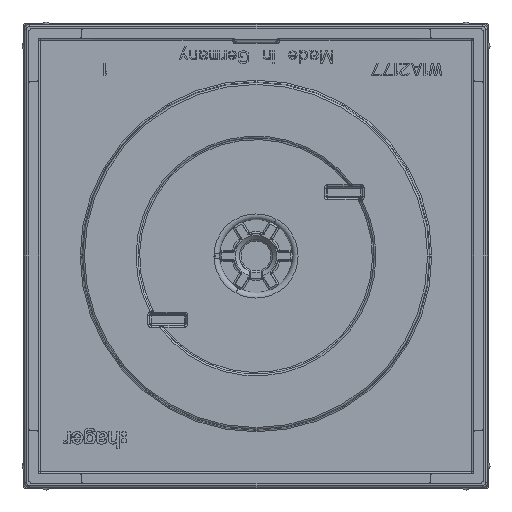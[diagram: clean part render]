
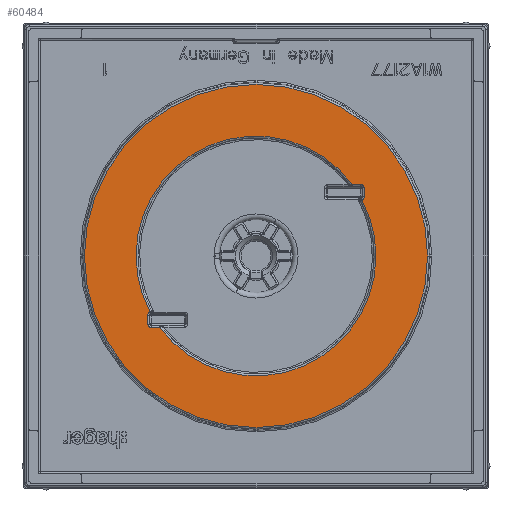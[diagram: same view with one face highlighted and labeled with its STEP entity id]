
A CAD part, front view. The second image highlights one B-rep face of the part: STEP entity #60484.
In plain terms, the highlighted planar face has unit normal (0, -1, 0).
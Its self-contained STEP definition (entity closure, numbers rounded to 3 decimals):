
#41457=CARTESIAN_POINT('',(0.,-2.3,0.));
#41458=DIRECTION('',(0.,-1.,0.));
#41459=DIRECTION('',(1.,0.,0.));
#41460=AXIS2_PLACEMENT_3D('',#41457,#41458,#41459);
#41465=CARTESIAN_POINT('',(0.,-2.3,0.));
#41466=DIRECTION('',(0.,-1.,0.));
#41467=DIRECTION('',(-1.,0.,0.));
#41468=AXIS2_PLACEMENT_3D('',#41465,#41466,#41467);
#41473=DIRECTION('',(1.,0.,0.));
#41474=VECTOR('',#41473,1.031);
#41475=CARTESIAN_POINT('',(11.494,-2.3,8.546));
#41476=LINE('9575',#41475,#41474);
#41480=CARTESIAN_POINT('',(0.,-2.3,0.));
#41481=DIRECTION('',(0.,-1.,0.));
#41482=DIRECTION('',(0.803,0.,0.597));
#41483=AXIS2_PLACEMENT_3D('',#41480,#41481,#41482);
#41488=CARTESIAN_POINT('',(-12.925,-2.3,-7.055));
#41489=CARTESIAN_POINT('',(-12.925,-2.3,
-7.038));
#41490=CARTESIAN_POINT('',(-12.923,-2.3,
-7.006));
#41491=CARTESIAN_POINT('',(-12.914,-2.3,
-6.959));
#41492=CARTESIAN_POINT('',(-12.9,-2.3,
-6.913));
#41493=CARTESIAN_POINT('',(-12.88,-2.3,
-6.869));
#41494=CARTESIAN_POINT('',(-12.855,-2.3,
-6.827));
#41495=CARTESIAN_POINT('',(-12.826,-2.3,
-6.79));
#41496=CARTESIAN_POINT('',(-12.792,-2.3,
-6.755));
#41497=CARTESIAN_POINT('',(-12.754,-2.3,
-6.726));
#41498=CARTESIAN_POINT('',(-12.713,-2.3,
-6.7));
#41499=CARTESIAN_POINT('',(-12.684,-2.3,
-6.687));
#41500=CARTESIAN_POINT('',(-12.669,-2.3,
-6.681));
#41505=DIRECTION('',(0.,0.,1.));
#41506=VECTOR('',#41505,1.091);
#41507=CARTESIAN_POINT('',(-12.925,-2.3,-8.145));
#41508=LINE('9584',#41507,#41506);
#41512=CARTESIAN_POINT('',(-12.525,-2.3,-8.546));
#41513=CARTESIAN_POINT('',(-12.543,-2.3,
-8.546));
#41514=CARTESIAN_POINT('',(-12.577,-2.3,
-8.543));
#41515=CARTESIAN_POINT('',(-12.628,-2.3,
-8.533));
#41516=CARTESIAN_POINT('',(-12.678,-2.3,
-8.516));
#41517=CARTESIAN_POINT('',(-12.725,-2.3,
-8.493));
#41518=CARTESIAN_POINT('',(-12.768,-2.3,
-8.465));
#41519=CARTESIAN_POINT('',(-12.807,-2.3,
-8.43));
#41520=CARTESIAN_POINT('',(-12.842,-2.3,
-8.392));
#41521=CARTESIAN_POINT('',(-12.871,-2.3,
-8.348));
#41522=CARTESIAN_POINT('',(-12.895,-2.3,
-8.301));
#41523=CARTESIAN_POINT('',(-12.912,-2.3,
-8.252));
#41524=CARTESIAN_POINT('',(-12.923,-2.3,
-8.199));
#41525=CARTESIAN_POINT('',(-12.925,-2.3,
-8.164));
#41526=CARTESIAN_POINT('',(-12.925,-2.3,-8.145));
#41531=DIRECTION('',(-1.,0.,0.));
#41532=VECTOR('',#41531,1.031);
#41533=CARTESIAN_POINT('',(-11.494,-2.3,-8.546));
#41534=LINE('9587',#41533,#41532);
#41538=CARTESIAN_POINT('',(0.,-2.3,0.));
#41539=DIRECTION('',(0.,-1.,0.));
#41540=DIRECTION('',(-0.803,0.,-0.597));
#41541=AXIS2_PLACEMENT_3D('',#41538,#41539,#41540);
#41546=CARTESIAN_POINT('',(12.925,-2.3,7.055));
#41547=CARTESIAN_POINT('',(12.925,-2.3,
7.038));
#41548=CARTESIAN_POINT('',(12.923,-2.3,
7.006));
#41549=CARTESIAN_POINT('',(12.914,-2.3,
6.959));
#41550=CARTESIAN_POINT('',(12.9,-2.3,
6.913));
#41551=CARTESIAN_POINT('',(12.88,-2.3,
6.869));
#41552=CARTESIAN_POINT('',(12.855,-2.3,
6.827));
#41553=CARTESIAN_POINT('',(12.826,-2.3,
6.79));
#41554=CARTESIAN_POINT('',(12.792,-2.3,
6.755));
#41555=CARTESIAN_POINT('',(12.754,-2.3,
6.726));
#41556=CARTESIAN_POINT('',(12.713,-2.3,
6.7));
#41557=CARTESIAN_POINT('',(12.684,-2.3,
6.687));
#41558=CARTESIAN_POINT('',(12.669,-2.3,
6.681));
#41563=DIRECTION('',(0.,0.,-1.));
#41564=VECTOR('',#41563,1.091);
#41565=CARTESIAN_POINT('',(12.925,-2.3,8.145));
#41566=LINE('9580',#41565,#41564);
#41570=CARTESIAN_POINT('',(12.525,-2.3,8.546));
#41571=CARTESIAN_POINT('',(12.543,-2.3,
8.546));
#41572=CARTESIAN_POINT('',(12.577,-2.3,
8.543));
#41573=CARTESIAN_POINT('',(12.628,-2.3,
8.533));
#41574=CARTESIAN_POINT('',(12.678,-2.3,
8.516));
#41575=CARTESIAN_POINT('',(12.725,-2.3,
8.493));
#41576=CARTESIAN_POINT('',(12.768,-2.3,
8.465));
#41577=CARTESIAN_POINT('',(12.807,-2.3,
8.43));
#41578=CARTESIAN_POINT('',(12.842,-2.3,
8.392));
#41579=CARTESIAN_POINT('',(12.871,-2.3,
8.348));
#41580=CARTESIAN_POINT('',(12.895,-2.3,
8.301));
#41581=CARTESIAN_POINT('',(12.912,-2.3,
8.252));
#41582=CARTESIAN_POINT('',(12.923,-2.3,
8.199));
#41583=CARTESIAN_POINT('',(12.925,-2.3,
8.164));
#41584=CARTESIAN_POINT('',(12.925,-2.3,8.145));
#54996=CARTESIAN_POINT('',(20.49,-2.3,0.));
#54997=CARTESIAN_POINT('',(-20.49,-2.3,0.));
#54998=VERTEX_POINT('',#54996);
#54999=VERTEX_POINT('',#54997);
#55554=CARTESIAN_POINT('',(11.494,-2.3,8.546));
#55555=CARTESIAN_POINT('',(12.525,-2.3,8.546));
#55556=VERTEX_POINT('',#55554);
#55557=VERTEX_POINT('',#55555);
#55562=VERTEX_POINT('',#41584);
#55566=CARTESIAN_POINT('',(12.925,-2.3,7.055));
#55567=VERTEX_POINT('',#55566);
#55568=CARTESIAN_POINT('',(-12.669,-2.3,-6.681));
#55569=VERTEX_POINT('',#55568);
#55578=CARTESIAN_POINT('',(-12.925,-2.3,-8.145));
#55579=CARTESIAN_POINT('',(-12.925,-2.3,-7.055));
#55580=VERTEX_POINT('',#55578);
#55581=VERTEX_POINT('',#55579);
#55582=VERTEX_POINT('',#41512);
#55584=CARTESIAN_POINT('',(-11.494,-2.3,-8.546));
#55585=VERTEX_POINT('',#55584);
#55588=CARTESIAN_POINT('',(12.669,-2.3,6.681));
#55589=VERTEX_POINT('',#55588);
#60452=CARTESIAN_POINT('',(0.,-2.3,0.));
#60453=DIRECTION('',(0.,1.,0.));
#60454=DIRECTION('',(0.,0.,1.));
#60455=AXIS2_PLACEMENT_3D('',#60452,#60453,#60454);
#60456=PLANE('1964',#60455);
#60457=ORIENTED_EDGE('2938',*,*,#60442,.F.);
#60459=ORIENTED_EDGE('2940',*,*,#60458,.F.);
#60460=EDGE_LOOP('1964',(#60457,#60459));
#60461=FACE_OUTER_BOUND('1964',#60460,.F.);
#60463=ORIENTED_EDGE('9575',*,*,#60462,.F.);
#60465=ORIENTED_EDGE('9581',*,*,#60464,.T.);
#60467=ORIENTED_EDGE('15588',*,*,#60466,.F.);
#60469=ORIENTED_EDGE('9584',*,*,#60468,.F.);
#60471=ORIENTED_EDGE('9585',*,*,#60470,.F.);
#60473=ORIENTED_EDGE('9587',*,*,#60472,.F.);
#60475=ORIENTED_EDGE('9589',*,*,#60474,.T.);
#60477=ORIENTED_EDGE('15590',*,*,#60476,.F.);
#60479=ORIENTED_EDGE('9580',*,*,#60478,.F.);
#60481=ORIENTED_EDGE('9577',*,*,#60480,.F.);
#60482=EDGE_LOOP('1964',(#60463,#60465,#60467,#60469,#60471,#60473,#60475,
#60477,#60479,#60481));
#60483=FACE_BOUND('1964',#60482,.F.);
#60484=ADVANCED_FACE('1964',(#60461,#60483),#60456,.F.);
#41461=CIRCLE('2938',#41460,20.49);
#41469=CIRCLE('2940',#41468,20.49);
#41484=CIRCLE('9581',#41483,14.323);
#41501=B_SPLINE_CURVE_WITH_KNOTS('15588',3,(#41488,#41489,#41490,#41491,#41492,
#41493,#41494,#41495,#41496,#41497,#41498,#41499,#41500),.UNSPECIFIED.,.F.,.F.,(
4,1,1,1,1,1,1,1,1,1,4),(0.,0.1,0.2,0.3,0.4,0.5,0.6,0.7,0.8,
0.9,1.),.UNSPECIFIED.);
#41527=B_SPLINE_CURVE_WITH_KNOTS('9585',3,(#41512,#41513,#41514,#41515,#41516,
#41517,#41518,#41519,#41520,#41521,#41522,#41523,#41524,#41525,#41526),
.UNSPECIFIED.,.F.,.F.,(4,1,1,1,1,1,1,1,1,1,1,1,4),(0.,0.083,
0.167,0.25,0.333,0.417,0.5,
0.583,0.667,0.75,0.833,0.917,
1.),.UNSPECIFIED.);
#41542=CIRCLE('9589',#41541,14.323);
#41559=B_SPLINE_CURVE_WITH_KNOTS('15590',3,(#41546,#41547,#41548,#41549,#41550,
#41551,#41552,#41553,#41554,#41555,#41556,#41557,#41558),.UNSPECIFIED.,.F.,.F.,(
4,1,1,1,1,1,1,1,1,1,4),(0.,0.1,0.2,0.3,0.4,0.5,0.6,0.7,0.8,
0.9,1.),.UNSPECIFIED.);
#41585=B_SPLINE_CURVE_WITH_KNOTS('9577',3,(#41570,#41571,#41572,#41573,#41574,
#41575,#41576,#41577,#41578,#41579,#41580,#41581,#41582,#41583,#41584),
.UNSPECIFIED.,.F.,.F.,(4,1,1,1,1,1,1,1,1,1,1,1,4),(0.,0.083,
0.167,0.25,0.333,0.417,0.5,
0.583,0.667,0.75,0.833,0.917,
1.),.UNSPECIFIED.);
#60442=EDGE_CURVE('2938',#54998,#54999,#41461,.T.);
#60458=EDGE_CURVE('2940',#54999,#54998,#41469,.T.);
#60462=EDGE_CURVE('9575',#55556,#55557,#41476,.T.);
#60464=EDGE_CURVE('9581',#55556,#55569,#41484,.T.);
#60466=EDGE_CURVE('15588',#55581,#55569,#41501,.T.);
#60468=EDGE_CURVE('9584',#55580,#55581,#41508,.T.);
#60470=EDGE_CURVE('9585',#55582,#55580,#41527,.T.);
#60472=EDGE_CURVE('9587',#55585,#55582,#41534,.T.);
#60474=EDGE_CURVE('9589',#55585,#55589,#41542,.T.);
#60476=EDGE_CURVE('15590',#55567,#55589,#41559,.T.);
#60478=EDGE_CURVE('9580',#55562,#55567,#41566,.T.);
#60480=EDGE_CURVE('9577',#55557,#55562,#41585,.T.);
